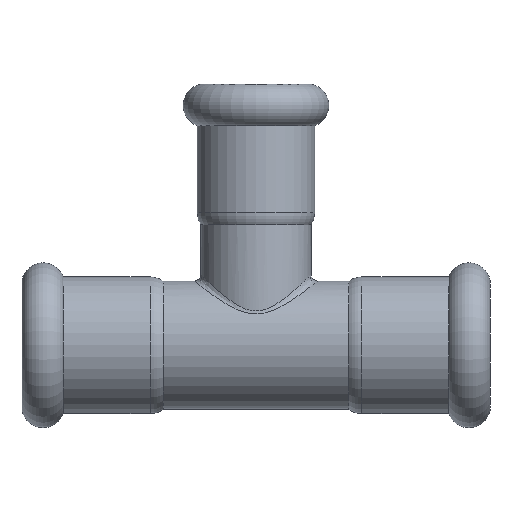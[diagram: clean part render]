
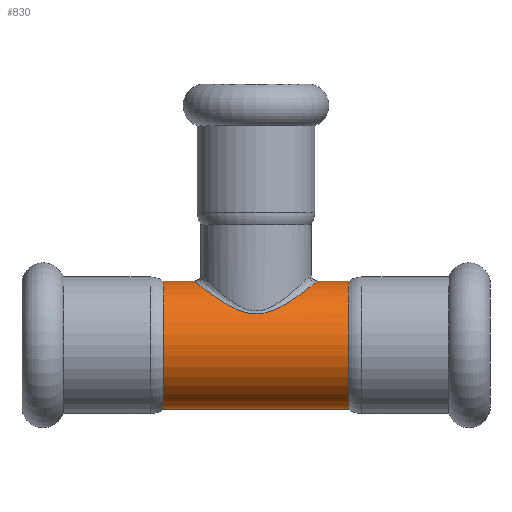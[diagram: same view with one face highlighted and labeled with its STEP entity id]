
A CAD part, front view. The second image highlights one B-rep face of the part: STEP entity #830.
In plain terms, the highlighted cylindrical face has radius 10 mm (diameter 20 mm), a full revolution.
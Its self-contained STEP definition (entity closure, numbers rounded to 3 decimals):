
#20=B_SPLINE_CURVE_WITH_KNOTS('',3,(#1858,#1859,#1860,#1861,#1862,#1863,
#1864,#1865,#1866,#1867,#1868,#1869,#1870,#1871,#1872,#1873,#1874,#1875,
#1876,#1877,#1878,#1879,#1880,#1881,#1882,#1883),.UNSPECIFIED.,.T.,.F.,
(4,1,1,1,1,1,1,1,1,1,1,1,1,1,1,1,1,1,1,1,1,1,1,4),(-5.672,-5.469,
-5.267,-4.861,-4.591,-4.321,
-4.051,-3.781,-3.511,-3.241,
-2.971,-2.836,-2.701,-2.566,
-2.431,-2.161,-1.891,-1.62,
-1.418,-1.215,-0.81,-0.405,
-0.203,0.),.UNSPECIFIED.);
#28=FACE_BOUND('',#157,.T.);
#45=LINE('',#1895,#67);
#67=VECTOR('',#1235,10.);
#86=CYLINDRICAL_SURFACE('',#965,10.);
#116=FACE_OUTER_BOUND('',#156,.T.);
#156=EDGE_LOOP('',(#687,#688,#689,#690,#691,#692,#693,#694));
#157=EDGE_LOOP('',(#695));
#249=CIRCLE('',#966,10.);
#250=CIRCLE('',#967,10.);
#251=CIRCLE('',#968,10.);
#252=CIRCLE('',#969,10.);
#253=CIRCLE('',#970,10.);
#254=CIRCLE('',#971,10.);
#351=VERTEX_POINT('',#1824);
#355=VERTEX_POINT('',#1889);
#356=VERTEX_POINT('',#1890);
#357=VERTEX_POINT('',#1892);
#358=VERTEX_POINT('',#1894);
#359=VERTEX_POINT('',#1896);
#360=VERTEX_POINT('',#1898);
#476=EDGE_CURVE('',#351,#351,#20,.T.);
#479=EDGE_CURVE('',#355,#356,#249,.T.);
#480=EDGE_CURVE('',#357,#355,#250,.T.);
#481=EDGE_CURVE('',#357,#358,#45,.T.);
#482=EDGE_CURVE('',#358,#359,#251,.T.);
#483=EDGE_CURVE('',#359,#360,#252,.T.);
#484=EDGE_CURVE('',#360,#358,#253,.T.);
#485=EDGE_CURVE('',#356,#357,#254,.T.);
#687=ORIENTED_EDGE('',*,*,#479,.F.);
#688=ORIENTED_EDGE('',*,*,#480,.F.);
#689=ORIENTED_EDGE('',*,*,#481,.T.);
#690=ORIENTED_EDGE('',*,*,#482,.T.);
#691=ORIENTED_EDGE('',*,*,#483,.T.);
#692=ORIENTED_EDGE('',*,*,#484,.T.);
#693=ORIENTED_EDGE('',*,*,#481,.F.);
#694=ORIENTED_EDGE('',*,*,#485,.F.);
#695=ORIENTED_EDGE('',*,*,#476,.F.);
#830=ADVANCED_FACE('',(#116,#28),#86,.T.);
#965=AXIS2_PLACEMENT_3D('',#1888,#1229,#1230);
#966=AXIS2_PLACEMENT_3D('',#1891,#1231,#1232);
#967=AXIS2_PLACEMENT_3D('',#1893,#1233,#1234);
#968=AXIS2_PLACEMENT_3D('',#1897,#1236,#1237);
#969=AXIS2_PLACEMENT_3D('',#1899,#1238,#1239);
#970=AXIS2_PLACEMENT_3D('',#1900,#1240,#1241);
#971=AXIS2_PLACEMENT_3D('',#1901,#1242,#1243);
#1229=DIRECTION('center_axis',(1.,0.,0.));
#1230=DIRECTION('ref_axis',(0.,1.,0.));
#1231=DIRECTION('center_axis',(1.,0.,0.));
#1232=DIRECTION('ref_axis',(0.,1.,0.));
#1233=DIRECTION('center_axis',(1.,0.,0.));
#1234=DIRECTION('ref_axis',(0.,1.,0.));
#1235=DIRECTION('',(-1.,0.,0.));
#1236=DIRECTION('center_axis',(1.,0.,0.));
#1237=DIRECTION('ref_axis',(0.,1.,0.));
#1238=DIRECTION('center_axis',(1.,0.,0.));
#1239=DIRECTION('ref_axis',(0.,1.,0.));
#1240=DIRECTION('center_axis',(1.,0.,0.));
#1241=DIRECTION('ref_axis',(0.,1.,0.));
#1242=DIRECTION('center_axis',(1.,0.,0.));
#1243=DIRECTION('ref_axis',(0.,1.,0.));
#1824=CARTESIAN_POINT('',(0.,8.727,4.882));
#1858=CARTESIAN_POINT('Ctrl Pts',(0.,8.727,4.882));
#1859=CARTESIAN_POINT('Ctrl Pts',(-0.776,8.727,4.882));
#1860=CARTESIAN_POINT('Ctrl Pts',(-2.31,8.549,5.213));
#1861=CARTESIAN_POINT('Ctrl Pts',(-4.906,7.671,6.521));
#1862=CARTESIAN_POINT('Ctrl Pts',(-7.208,6.045,8.149));
#1863=CARTESIAN_POINT('Ctrl Pts',(-8.98,3.462,9.506));
#1864=CARTESIAN_POINT('Ctrl Pts',(-9.74,0.728,10.112));
#1865=CARTESIAN_POINT('Ctrl Pts',(-9.476,-2.146,9.9));
#1866=CARTESIAN_POINT('Ctrl Pts',(-8.296,-4.64,8.975));
#1867=CARTESIAN_POINT('Ctrl Pts',(-6.509,-6.568,7.643));
#1868=CARTESIAN_POINT('Ctrl Pts',(-4.296,-7.93,6.183));
#1869=CARTESIAN_POINT('Ctrl Pts',(-2.07,-8.607,5.104));
#1870=CARTESIAN_POINT('Ctrl Pts',(0.001,-8.767,
4.807));
#1871=CARTESIAN_POINT('Ctrl Pts',(1.55,-8.648,5.027));
#1872=CARTESIAN_POINT('Ctrl Pts',(2.962,-8.334,5.541));
#1873=CARTESIAN_POINT('Ctrl Pts',(4.663,-7.705,6.421));
#1874=CARTESIAN_POINT('Ctrl Pts',(6.509,-6.566,7.645));
#1875=CARTESIAN_POINT('Ctrl Pts',(8.296,-4.642,8.974));
#1876=CARTESIAN_POINT('Ctrl Pts',(9.376,-2.352,9.822));
#1877=CARTESIAN_POINT('Ctrl Pts',(9.697,-0.002,
10.077));
#1878=CARTESIAN_POINT('Ctrl Pts',(9.311,2.83,9.769));
#1879=CARTESIAN_POINT('Ctrl Pts',(7.561,5.804,8.4));
#1880=CARTESIAN_POINT('Ctrl Pts',(4.907,7.667,6.522));
#1881=CARTESIAN_POINT('Ctrl Pts',(2.31,8.551,5.212));
#1882=CARTESIAN_POINT('Ctrl Pts',(0.776,8.727,4.882));
#1883=CARTESIAN_POINT('Ctrl Pts',(0.,8.727,
4.882));
#1888=CARTESIAN_POINT('Origin',(10.734,0.,0.));
#1889=CARTESIAN_POINT('',(14.468,10.,0.));
#1890=CARTESIAN_POINT('',(14.468,0.,10.));
#1891=CARTESIAN_POINT('Origin',(14.468,0.,0.));
#1892=CARTESIAN_POINT('',(14.468,-10.,0.));
#1893=CARTESIAN_POINT('Origin',(14.468,0.,0.));
#1894=CARTESIAN_POINT('',(-14.468,-10.,0.));
#1895=CARTESIAN_POINT('',(10.734,-10.,0.));
#1896=CARTESIAN_POINT('',(-14.468,10.,0.));
#1897=CARTESIAN_POINT('Origin',(-14.468,0.,0.));
#1898=CARTESIAN_POINT('',(-14.468,0.,10.));
#1899=CARTESIAN_POINT('Origin',(-14.468,0.,0.));
#1900=CARTESIAN_POINT('Origin',(-14.468,0.,0.));
#1901=CARTESIAN_POINT('Origin',(14.468,0.,0.));
